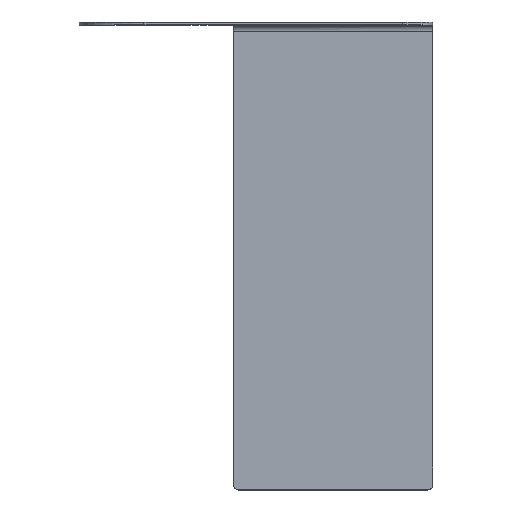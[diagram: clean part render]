
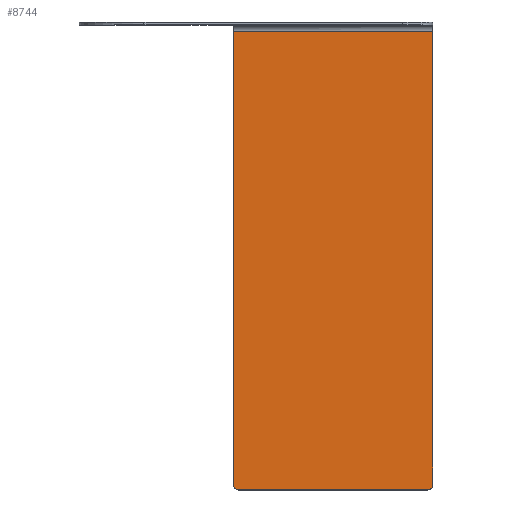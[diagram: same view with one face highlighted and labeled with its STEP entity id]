
A CAD part, top view. The second image highlights one B-rep face of the part: STEP entity #8744.
In plain terms, the highlighted planar face has unit normal (0, 0, 1).
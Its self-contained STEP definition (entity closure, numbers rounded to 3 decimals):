
#1969=DIRECTION('',(-1.,0.,0.));
#1970=VECTOR('',#1969,80.);
#1971=CARTESIAN_POINT('',(116.,-3.8,1.2));
#1972=LINE('',#1971,#1970);
#2020=CARTESIAN_POINT('',(38.,-186.,1.2));
#2021=DIRECTION('',(0.,0.,1.));
#2022=DIRECTION('',(-1.,0.,0.));
#2023=AXIS2_PLACEMENT_3D('',#2020,#2021,#2022);
#2025=DIRECTION('',(0.,1.,0.));
#2026=VECTOR('',#2025,182.2);
#2027=CARTESIAN_POINT('',(36.,-186.,1.2));
#2028=LINE('',#2027,#2026);
#2029=DIRECTION('',(0.,-1.,0.));
#2030=VECTOR('',#2029,182.2);
#2031=CARTESIAN_POINT('',(116.,-3.8,1.2));
#2032=LINE('',#2031,#2030);
#2033=CARTESIAN_POINT('',(114.,-186.,1.2));
#2034=DIRECTION('',(0.,0.,1.));
#2035=DIRECTION('',(0.,-1.,0.));
#2036=AXIS2_PLACEMENT_3D('',#2033,#2034,#2035);
#2038=DIRECTION('',(-1.,0.,0.));
#2039=VECTOR('',#2038,76.);
#2040=CARTESIAN_POINT('',(114.,-188.,1.2));
#2041=LINE('',#2040,#2039);
#5568=CARTESIAN_POINT('',(116.,-3.8,1.2));
#5569=CARTESIAN_POINT('',(36.,-3.8,1.2));
#5570=VERTEX_POINT('',#5568);
#5571=VERTEX_POINT('',#5569);
#5606=CARTESIAN_POINT('',(36.,-186.,1.2));
#5607=VERTEX_POINT('',#5606);
#5608=CARTESIAN_POINT('',(38.,-188.,1.2));
#5609=VERTEX_POINT('',#5608);
#5614=CARTESIAN_POINT('',(114.,-188.,1.2));
#5615=VERTEX_POINT('',#5614);
#5616=CARTESIAN_POINT('',(116.,-186.,1.2));
#5617=VERTEX_POINT('',#5616);
#8729=CARTESIAN_POINT('',(94.616,0.,1.2));
#8730=DIRECTION('',(0.,0.,1.));
#8731=DIRECTION('',(-1.,0.,0.));
#8732=AXIS2_PLACEMENT_3D('',#8729,#8730,#8731);
#8733=PLANE('',#8732);
#8734=ORIENTED_EDGE('',*,*,#8691,.F.);
#8735=ORIENTED_EDGE('',*,*,#8678,.T.);
#8736=ORIENTED_EDGE('',*,*,#8635,.F.);
#8738=ORIENTED_EDGE('',*,*,#8737,.T.);
#8740=ORIENTED_EDGE('',*,*,#8739,.F.);
#8741=ORIENTED_EDGE('',*,*,#8721,.T.);
#8742=EDGE_LOOP('',(#8734,#8735,#8736,#8738,#8740,#8741));
#8743=FACE_OUTER_BOUND('',#8742,.F.);
#8744=ADVANCED_FACE('',(#8743),#8733,.T.);
#2024=CIRCLE('',#2023,2.);
#2037=CIRCLE('',#2036,2.);
#8635=EDGE_CURVE('',#5570,#5571,#1972,.T.);
#8678=EDGE_CURVE('',#5607,#5571,#2028,.T.);
#8691=EDGE_CURVE('',#5607,#5609,#2024,.T.);
#8721=EDGE_CURVE('',#5615,#5609,#2041,.T.);
#8737=EDGE_CURVE('',#5570,#5617,#2032,.T.);
#8739=EDGE_CURVE('',#5615,#5617,#2037,.T.);
